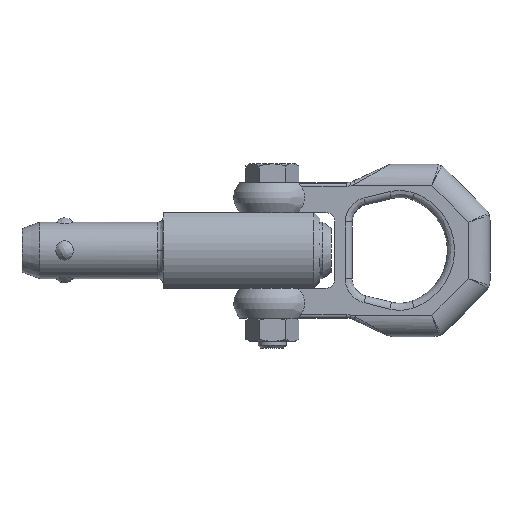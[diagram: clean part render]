
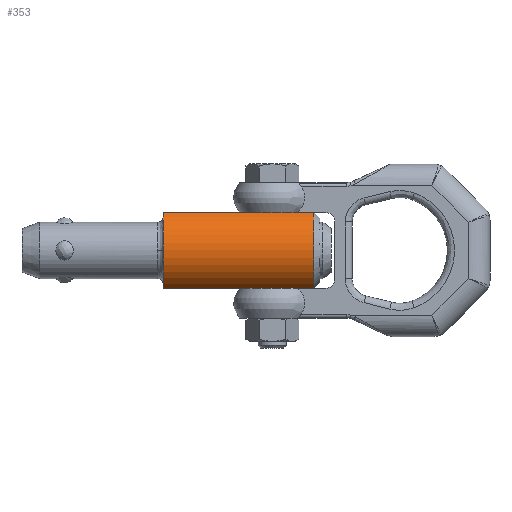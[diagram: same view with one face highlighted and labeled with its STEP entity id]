
A CAD part, front view. The second image highlights one B-rep face of the part: STEP entity #353.
In plain terms, the highlighted cylindrical face has radius 12.5 mm (diameter 25 mm), a partial arc.
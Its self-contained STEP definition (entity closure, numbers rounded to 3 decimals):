
#353=ADVANCED_FACE('',(#793),#794,.T.);
#793=FACE_OUTER_BOUND('',#2497,.T.);
#794=CYLINDRICAL_SURFACE('',#2498,12.5);
#2497=EDGE_LOOP('',(#4216,#4217,#4218,#4219));
#2498=AXIS2_PLACEMENT_3D('',#4220,#4221,#4222);
#4216=ORIENTED_EDGE('',*,*,#5200,.T.);
#4217=ORIENTED_EDGE('',*,*,#5343,.T.);
#4218=ORIENTED_EDGE('',*,*,#5019,.T.);
#4219=ORIENTED_EDGE('',*,*,#5344,.T.);
#4220=CARTESIAN_POINT('',(21.375,0.,0.));
#4221=DIRECTION('',(1.0,0.0,0.0));
#4222=DIRECTION('',(0.0,0.0,-1.0));
#5019=EDGE_CURVE('',#5639,#5636,#5640,.T.);
#5200=EDGE_CURVE('',#5935,#5940,#5942,.T.);
#5343=EDGE_CURVE('',#5940,#5639,#6147,.T.);
#5344=EDGE_CURVE('',#5636,#5935,#6148,.T.);
#5636=VERTEX_POINT('',#6614);
#5639=VERTEX_POINT('',#6618);
#5640=LINE('',#6619,#6620);
#5935=VERTEX_POINT('',#7681);
#5940=VERTEX_POINT('',#7689);
#5942=LINE('',#7692,#7693);
#6147=CIRCLE('',#8287,12.5);
#6148=CIRCLE('',#8288,12.5);
#6614=CARTESIAN_POINT('',(0.,-6.379,10.75));
#6618=CARTESIAN_POINT('',(42.75,-6.379,10.75));
#6619=CARTESIAN_POINT('',(21.375,-6.379,10.75));
#6620=VECTOR('',#8924,1000.0);
#7681=CARTESIAN_POINT('',(0.,-6.379,-10.75));
#7689=CARTESIAN_POINT('',(42.75,-6.379,-10.75));
#7692=CARTESIAN_POINT('',(21.375,-6.379,-10.75));
#7693=VECTOR('',#9140,1000.0);
#8287=AXIS2_PLACEMENT_3D('',#9319,#9320,#9321);
#8288=AXIS2_PLACEMENT_3D('',#9322,#9323,#9324);
#8924=DIRECTION('',(-1.0,0.0,0.0));
#9140=DIRECTION('',(1.0,0.0,0.0));
#9319=CARTESIAN_POINT('',(42.75,0.,0.));
#9320=DIRECTION('',(-1.0,0.0,0.0));
#9321=DIRECTION('',(0.0,0.0,-1.0));
#9322=CARTESIAN_POINT('',(0.,0.,0.));
#9323=DIRECTION('',(1.0,0.0,0.0));
#9324=DIRECTION('',(0.0,0.0,-1.0));
